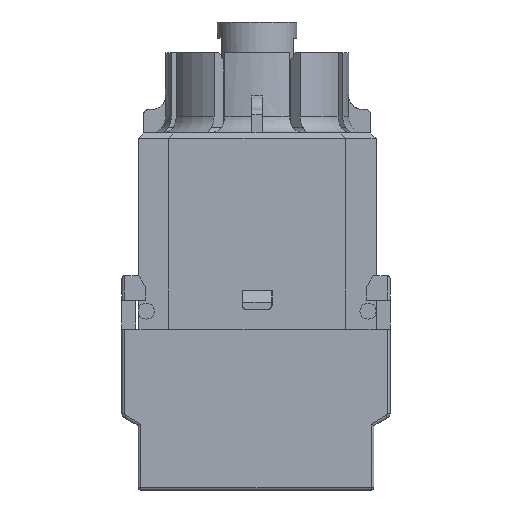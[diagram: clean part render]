
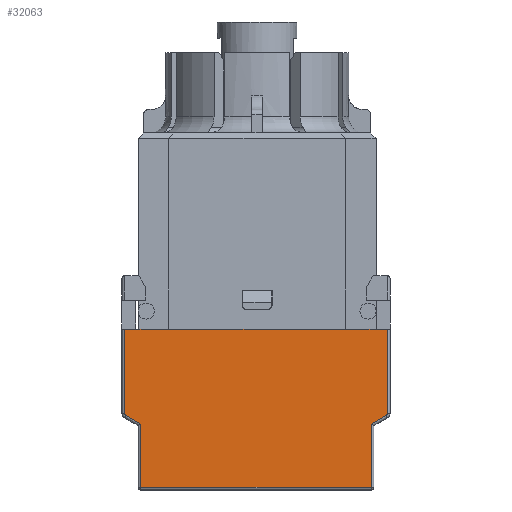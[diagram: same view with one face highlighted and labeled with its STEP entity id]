
A CAD part, left-side view. The second image highlights one B-rep face of the part: STEP entity #32063.
In plain terms, the highlighted planar face has unit normal (-1, 0, 0).
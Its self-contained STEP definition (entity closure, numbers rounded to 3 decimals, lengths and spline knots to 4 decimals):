
#637=CIRCLE($,#33875,0.025);
#638=CIRCLE($,#33876,0.025);
#3042=FACE_OUTER_BOUND($,#4661,.T.);
#4661=EDGE_LOOP($,(#23963,#23964,#23965,#23966,#23967,#23968,#23969,#23970,
#23971,#23972,#23973,#23974));
#6975=LINE($,#47258,#10863);
#7299=LINE($,#47935,#11187);
#7300=LINE($,#47936,#11188);
#7301=LINE($,#47938,#11189);
#7302=LINE($,#47940,#11190);
#7303=LINE($,#47944,#11191);
#7304=LINE($,#47946,#11192);
#7305=LINE($,#47948,#11193);
#7306=LINE($,#47950,#11194);
#7307=LINE($,#47952,#11195);
#10863=VECTOR($,#37558,1.65);
#11187=VECTOR($,#38052,0.7845);
#11188=VECTOR($,#38053,0.39);
#11189=VECTOR($,#38054,0.41);
#11190=VECTOR($,#38055,0.7845);
#11191=VECTOR($,#38058,0.1588);
#11192=VECTOR($,#38059,0.5894);
#11193=VECTOR($,#38060,2.15);
#11194=VECTOR($,#38061,0.5894);
#11195=VECTOR($,#38062,0.1588);
#13763=VERTEX_POINT($,#44030);
#13774=VERTEX_POINT($,#44056);
#14939=VERTEX_POINT($,#47933);
#14940=VERTEX_POINT($,#47934);
#14941=VERTEX_POINT($,#47937);
#14942=VERTEX_POINT($,#47939);
#14943=VERTEX_POINT($,#47941);
#14944=VERTEX_POINT($,#47943);
#14945=VERTEX_POINT($,#47945);
#14946=VERTEX_POINT($,#47947);
#14947=VERTEX_POINT($,#47949);
#14948=VERTEX_POINT($,#47951);
#18057=EDGE_CURVE($,#13763,#13774,#6975,.T.);
#18402=EDGE_CURVE($,#14939,#14940,#7299,.T.);
#18403=EDGE_CURVE($,#14939,#13774,#7300,.T.);
#18404=EDGE_CURVE($,#13763,#14941,#7301,.T.);
#18405=EDGE_CURVE($,#14942,#14941,#7302,.T.);
#18406=EDGE_CURVE($,#14943,#14942,#637,.T.);
#18407=EDGE_CURVE($,#14944,#14943,#7303,.T.);
#18408=EDGE_CURVE($,#14945,#14944,#7304,.T.);
#18409=EDGE_CURVE($,#14946,#14945,#7305,.T.);
#18410=EDGE_CURVE($,#14947,#14946,#7306,.T.);
#18411=EDGE_CURVE($,#14948,#14947,#7307,.T.);
#18412=EDGE_CURVE($,#14940,#14948,#638,.T.);
#23963=ORIENTED_EDGE($,*,*,#18402,.F.);
#23964=ORIENTED_EDGE($,*,*,#18403,.T.);
#23965=ORIENTED_EDGE($,*,*,#18057,.F.);
#23966=ORIENTED_EDGE($,*,*,#18404,.T.);
#23967=ORIENTED_EDGE($,*,*,#18405,.F.);
#23968=ORIENTED_EDGE($,*,*,#18406,.F.);
#23969=ORIENTED_EDGE($,*,*,#18407,.F.);
#23970=ORIENTED_EDGE($,*,*,#18408,.F.);
#23971=ORIENTED_EDGE($,*,*,#18409,.F.);
#23972=ORIENTED_EDGE($,*,*,#18410,.F.);
#23973=ORIENTED_EDGE($,*,*,#18411,.F.);
#23974=ORIENTED_EDGE($,*,*,#18412,.F.);
#30607=PLANE($,#33874);
#32063=ADVANCED_FACE($,(#3042),#30607,.F.);
#33874=AXIS2_PLACEMENT_3D($,#47932,#38050,#38051);
#33875=AXIS2_PLACEMENT_3D($,#47942,#38056,#38057);
#33876=AXIS2_PLACEMENT_3D($,#47953,#38063,#38064);
#37558=DIRECTION($,(0.,-1.,0.));
#38050=DIRECTION('center_axis',(1.,0.,0.));
#38051=DIRECTION('ref_axis',(0.,0.,-1.));
#38052=DIRECTION($,(0.,0.,-1.));
#38053=DIRECTION($,(0.,1.,0.));
#38054=DIRECTION($,(0.,1.,0.));
#38055=DIRECTION($,(0.,0.,1.));
#38056=DIRECTION('center_axis',(1.,0.,0.));
#38057=DIRECTION('ref_axis',(0.,0.866,-0.5));
#38058=DIRECTION($,(0.,0.866,0.5));
#38059=DIRECTION($,(0.,0.,1.));
#38060=DIRECTION($,(0.,1.,0.));
#38061=DIRECTION($,(0.,0.,-1.));
#38062=DIRECTION($,(0.,0.866,-0.5));
#38063=DIRECTION('center_axis',(1.,0.,0.));
#38064=DIRECTION('ref_axis',(0.,-0.866,-0.5));
#44030=CARTESIAN_POINT('',(-1.1,0.825,-1.29));
#44056=CARTESIAN_POINT('',(-1.1,-0.825,-1.29));
#47258=CARTESIAN_POINT($,(-1.1,0.005,-1.29));
#47932=CARTESIAN_POINT('Origin',(-1.1,0.01,-1.782));
#47933=CARTESIAN_POINT('',(-1.1,-1.215,-1.29));
#47934=CARTESIAN_POINT('',(-1.1,-1.215,-2.0745));
#47935=CARTESIAN_POINT($,(-1.1,-1.215,-1.286));
#47936=CARTESIAN_POINT($,(-1.1,0.635,-1.29));
#47937=CARTESIAN_POINT('',(-1.1,1.235,-1.29));
#47938=CARTESIAN_POINT($,(-1.1,0.635,-1.29));
#47939=CARTESIAN_POINT('',(-1.1,1.235,-2.0745));
#47940=CARTESIAN_POINT($,(-1.1,1.235,-1.9283));
#47941=CARTESIAN_POINT('',(-1.1,1.2225,-2.0962));
#47942=CARTESIAN_POINT('Origin',(-1.1,1.21,-2.0745));
#47943=CARTESIAN_POINT('',(-1.1,1.085,-2.1756));
#47944=CARTESIAN_POINT($,(-1.1,0.7733,-2.3555));
#47945=CARTESIAN_POINT('',(-1.1,1.085,-2.765));
#47946=CARTESIAN_POINT($,(-1.1,1.085,-2.286));
#47947=CARTESIAN_POINT('',(-1.1,-1.065,-2.765));
#47948=CARTESIAN_POINT($,(-1.1,-0.54,-2.765));
#47949=CARTESIAN_POINT('',(-1.1,-1.065,-2.1756));
#47950=CARTESIAN_POINT($,(-1.1,-1.065,-1.986));
#47951=CARTESIAN_POINT('',(-1.1,-1.2025,-2.0962));
#47952=CARTESIAN_POINT($,(-1.1,-0.8158,-2.3194));
#47953=CARTESIAN_POINT('Origin',(-1.1,-1.19,-2.0745));
